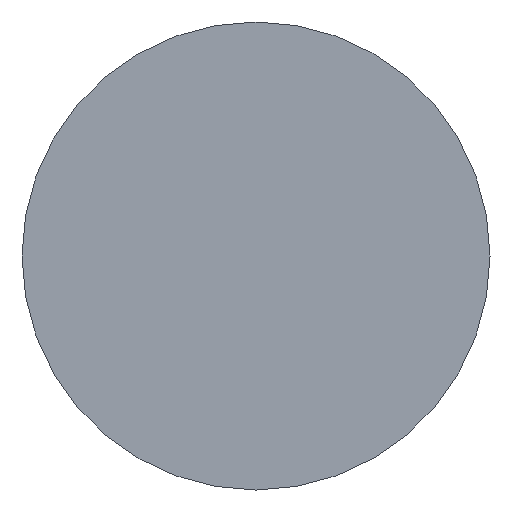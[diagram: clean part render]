
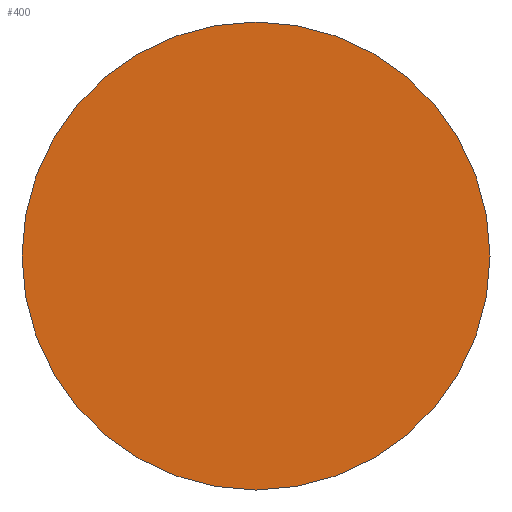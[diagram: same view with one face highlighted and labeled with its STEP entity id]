
A CAD part, front view. The second image highlights one B-rep face of the part: STEP entity #400.
In plain terms, the highlighted planar face has unit normal (0, -1, 0).
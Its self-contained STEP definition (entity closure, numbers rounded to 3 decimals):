
#232=EDGE_CURVE('',#352,#420,#547,.T.);
#352=VERTEX_POINT('',#683);
#354=EDGE_CURVE('',#420,#352,#685,.T.);
#400=ADVANCED_FACE('',(#740),#741,.T.);
#420=VERTEX_POINT('',#766);
#547=CIRCLE('',#908,25.0);
#683=CARTESIAN_POINT('',(25.0,-20.0,0.));
#685=CIRCLE('',#1087,25.0);
#740=FACE_OUTER_BOUND('',#1155,.T.);
#741=PLANE('',#1156);
#766=CARTESIAN_POINT('',(-25.0,-20.0,0.0));
#908=AXIS2_PLACEMENT_3D('',#1329,#1330,#1331);
#1087=AXIS2_PLACEMENT_3D('',#1499,#1500,#1501);
#1155=EDGE_LOOP('',(#1578,#1579));
#1156=AXIS2_PLACEMENT_3D('',#1580,#1581,#1582);
#1329=CARTESIAN_POINT('',(0.,-20.0,0.0));
#1330=DIRECTION('',(0.,-1.0,0.0));
#1331=DIRECTION('',(-1.0,0.,0.0));
#1499=CARTESIAN_POINT('',(0.,-20.0,0.0));
#1500=DIRECTION('',(0.,-1.0,0.0));
#1501=DIRECTION('',(-1.0,0.,0.0));
#1578=ORIENTED_EDGE('',*,*,#354,.T.);
#1579=ORIENTED_EDGE('',*,*,#232,.T.);
#1580=CARTESIAN_POINT('',(0.,-20.0,0.0));
#1581=DIRECTION('',(0.,-1.0,0.0));
#1582=DIRECTION('',(-1.0,0.,0.0));
